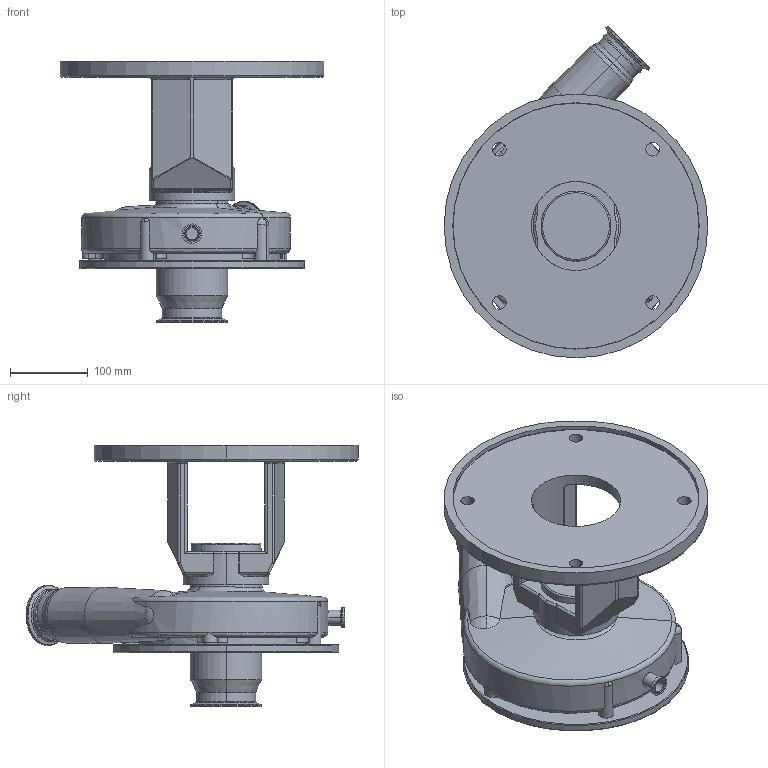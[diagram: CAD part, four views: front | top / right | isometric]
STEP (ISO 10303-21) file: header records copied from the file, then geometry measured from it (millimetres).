
FILE_DESCRIPTION (( 'STEP AP214' ), '1' );
FILE_NAME ('FPR 3541-3542 320TC 45L 3-4 IN STR DRAIN.STEP', '2023-01-05T17:09:02', ( '' ), ( '' ), 'SwSTEP 2.0', 'SolidWorks 2021', '' );
FILE_SCHEMA (( 'AUTOMOTIVE_DESIGN' ));
Length unit declared in the file: millimetre
Products named in the file (1): FPR 3541-3542 320TC 45L 3-4 IN STR DRAIN
Bounding box: 340 x 427.88 x 337.5 mm (x, y, z)
Volume: 5811291.8 mm3; surface area: 668788.5 mm2
Topology: 1 solids, 2 shells, 389 faces, 956 edges, 569 vertices
Faces by surface type: cylinder 143, torus 84, plane 63, bspline 45, cone 37, sphere 17
Entity records: 15957 total; most frequent: CARTESIAN_POINT 6985, DIRECTION 1916, ORIENTED_EDGE 1896, EDGE_CURVE 948, AXIS2_PLACEMENT_3D 821, VERTEX_POINT 569, CIRCLE 476, EDGE_LOOP 419
